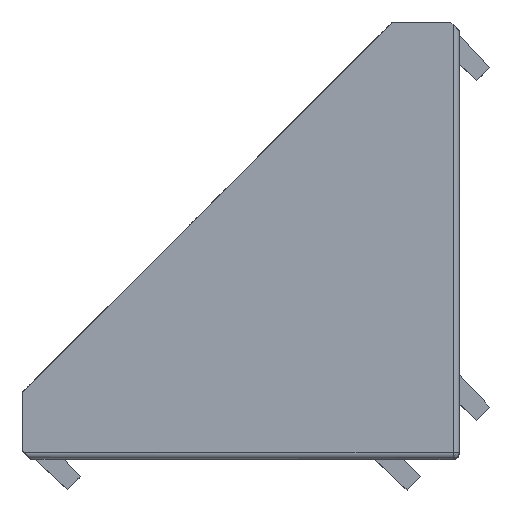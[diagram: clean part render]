
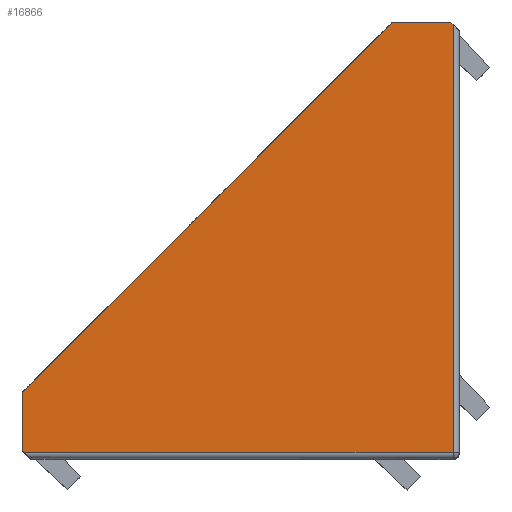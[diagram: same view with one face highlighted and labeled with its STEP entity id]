
A CAD part, top view. The second image highlights one B-rep face of the part: STEP entity #16866.
In plain terms, the highlighted planar face has unit normal (0.006, -0.006, 1).
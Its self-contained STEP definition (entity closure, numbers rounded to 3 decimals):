
#1 = EDGE_CURVE ( 'NONE', #1520, #12178, #19273, .T. ) ;
#384 = VECTOR ( 'NONE', #1860, 1000. ) ;
#814 = CARTESIAN_POINT ( 'NONE',  ( -0.7, 36., 18.97 ) ) ;
#855 = ORIENTED_EDGE ( 'NONE', *, *, #1, .T. ) ;
#878 = PLANE ( 'NONE',  #19447 ) ;
#880 = DIRECTION ( 'NONE',  ( -0.707, 0.707, 0.009 ) ) ;
#1275 = VECTOR ( 'NONE', #2288, 1000. ) ;
#1387 = LINE ( 'NONE', #14327, #16761 ) ;
#1466 = CARTESIAN_POINT ( 'NONE',  ( -18.247, 36., 19.079 ) ) ;
#1520 = VERTEX_POINT ( 'NONE', #814 ) ;
#1860 = DIRECTION ( 'NONE',  ( 0., -1., -0.006 ) ) ;
#2288 = DIRECTION ( 'NONE',  ( 1., 0., -0.006 ) ) ;
#2818 = DIRECTION ( 'NONE',  ( -0.707, -0.707, 0. ) ) ;
#3481 = EDGE_CURVE ( 'NONE', #9456, #16241, #1387, .T. ) ;
#3982 = ORIENTED_EDGE ( 'NONE', *, *, #17285, .T. ) ;
#4045 = CARTESIAN_POINT ( 'NONE',  ( -36., 0.497, 18.969 ) ) ;
#4850 = LINE ( 'NONE', #6817, #1275 ) ;
#5565 = DIRECTION ( 'NONE',  ( 0.006, -0.006, 1. ) ) ;
#5987 = LINE ( 'NONE', #13776, #18263 ) ;
#6687 = VERTEX_POINT ( 'NONE', #18591 ) ;
#6817 = CARTESIAN_POINT ( 'NONE',  ( -18.253, 0.497, 18.86 ) ) ;
#7214 = EDGE_CURVE ( 'NONE', #16241, #1520, #12084, .T. ) ;
#7846 = EDGE_CURVE ( 'NONE', #12178, #13835, #12537, .T. ) ;
#8087 = CARTESIAN_POINT ( 'NONE',  ( -36., 5.5, 19. ) ) ;
#8148 = CARTESIAN_POINT ( 'NONE',  ( -0.497, 35.797, 18.968 ) ) ;
#8387 = VECTOR ( 'NONE', #2818, 1000. ) ;
#8633 = CARTESIAN_POINT ( 'NONE',  ( -0.497, 0.497, 18.75 ) ) ;
#9456 = VERTEX_POINT ( 'NONE', #8633 ) ;
#10055 = EDGE_CURVE ( 'NONE', #6687, #9456, #4850, .T. ) ;
#11206 = ORIENTED_EDGE ( 'NONE', *, *, #15067, .T. ) ;
#12084 = LINE ( 'NONE', #19297, #19799 ) ;
#12178 = VERTEX_POINT ( 'NONE', #12899 ) ;
#12537 = LINE ( 'NONE', #16636, #8387 ) ;
#12899 = CARTESIAN_POINT ( 'NONE',  ( -5.5, 36., 19. ) ) ;
#12910 = FACE_OUTER_BOUND ( 'NONE', #14042, .T. ) ;
#13776 = CARTESIAN_POINT ( 'NONE',  ( -36., 0.7, 18.97 ) ) ;
#13835 = VERTEX_POINT ( 'NONE', #18459 ) ;
#14042 = EDGE_LOOP ( 'NONE', ( #15501, #3982, #11206, #17029, #19343, #16009, #855 ) ) ;
#14327 = CARTESIAN_POINT ( 'NONE',  ( -0.497, 0.497, 18.75 ) ) ;
#14790 = DIRECTION ( 'NONE',  ( -1., 0., 0.006 ) ) ;
#15067 = EDGE_CURVE ( 'NONE', #16884, #6687, #5987, .T. ) ;
#15172 = VECTOR ( 'NONE', #14790, 1000. ) ;
#15501 = ORIENTED_EDGE ( 'NONE', *, *, #7846, .T. ) ;
#16009 = ORIENTED_EDGE ( 'NONE', *, *, #7214, .T. ) ;
#16241 = VERTEX_POINT ( 'NONE', #8148 ) ;
#16327 = DIRECTION ( 'NONE',  ( 1., 0., -0.006 ) ) ;
#16636 = CARTESIAN_POINT ( 'NONE',  ( -5.5, 36., 19. ) ) ;
#16761 = VECTOR ( 'NONE', #19679, 1000. ) ;
#16866 = ADVANCED_FACE ( 'NONE', ( #12910 ), #878, .T. ) ;
#16884 = VERTEX_POINT ( 'NONE', #18075 ) ;
#16888 = DIRECTION ( 'NONE',  ( 0.707, -0.707, -0.009 ) ) ;
#17029 = ORIENTED_EDGE ( 'NONE', *, *, #10055, .T. ) ;
#17285 = EDGE_CURVE ( 'NONE', #13835, #16884, #19403, .T. ) ;
#18075 = CARTESIAN_POINT ( 'NONE',  ( -36., 0.7, 18.97 ) ) ;
#18263 = VECTOR ( 'NONE', #16888, 1000. ) ;
#18459 = CARTESIAN_POINT ( 'NONE',  ( -36., 5.5, 19. ) ) ;
#18591 = CARTESIAN_POINT ( 'NONE',  ( -35.797, 0.497, 18.968 ) ) ;
#19273 = LINE ( 'NONE', #1466, #15172 ) ;
#19297 = CARTESIAN_POINT ( 'NONE',  ( -0.497, 35.797, 18.968 ) ) ;
#19343 = ORIENTED_EDGE ( 'NONE', *, *, #3481, .T. ) ;
#19403 = LINE ( 'NONE', #8087, #384 ) ;
#19447 = AXIS2_PLACEMENT_3D ( 'NONE', #4045, #5565, #16327 ) ;
#19679 = DIRECTION ( 'NONE',  ( 0., 1., 0.006 ) ) ;
#19799 = VECTOR ( 'NONE', #880, 1000. ) ;
